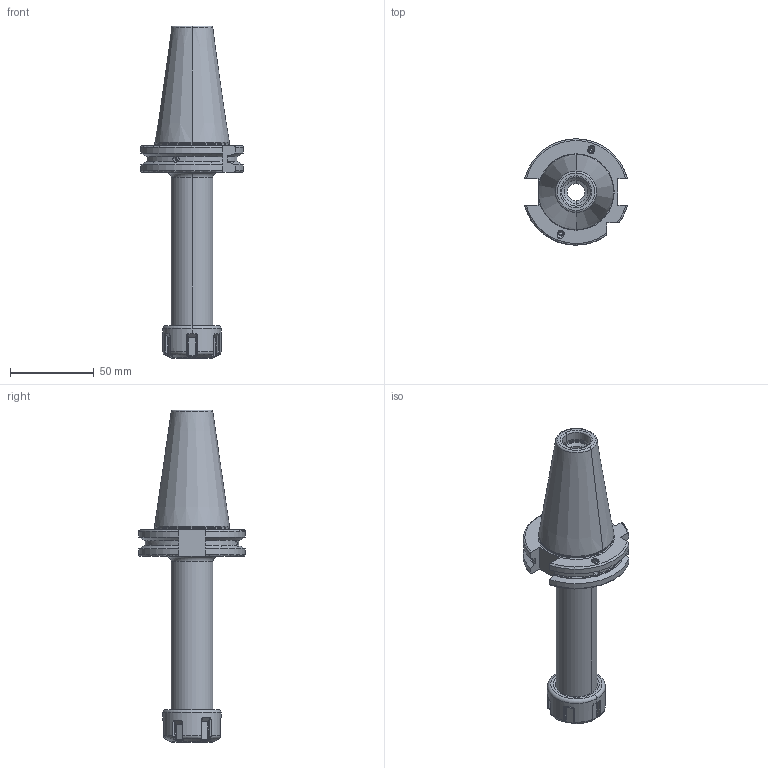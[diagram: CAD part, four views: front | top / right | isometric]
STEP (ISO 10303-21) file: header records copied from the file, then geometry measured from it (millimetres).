
FILE_DESCRIPTION((''),'2;1');
FILE_NAME('403_02_13_130','2021-04-06T',('103090'),(''),'CREO PARAMETRIC BY PTC INC, 2016260','CREO PARAMETRIC BY PTC INC, 2016260','');
FILE_SCHEMA(('CONFIG_CONTROL_DESIGN'));
Length unit declared in the file: millimetre
Products named in the file (1): 403_02_13_130
Bounding box: 61.48 x 63.54 x 198.4 mm (x, y, z)
Volume: 143298 mm3; surface area: 36031.8 mm2
Topology: 1 solids, 1 shells, 342 faces, 844 edges, 511 vertices
Faces by surface type: cylinder 83, plane 83, bspline 62, torus 56, cone 46, sphere 12
Entity records: 13145 total; most frequent: CARTESIAN_POINT 5531, ORIENTED_EDGE 1684, DIRECTION 1426, EDGE_CURVE 842, AXIS2_PLACEMENT_3D 555, VERTEX_POINT 511, EDGE_LOOP 357, FACE_OUTER_BOUND 342
